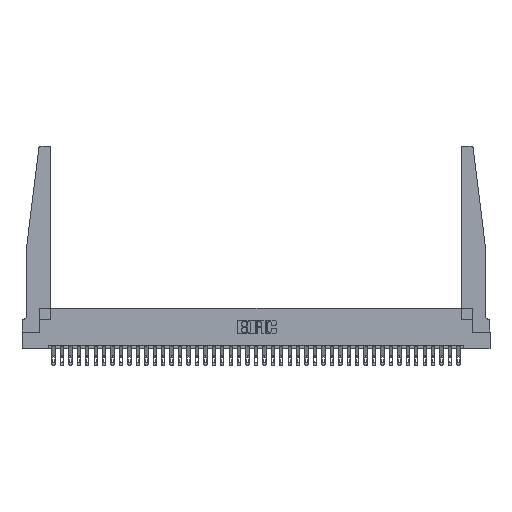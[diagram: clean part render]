
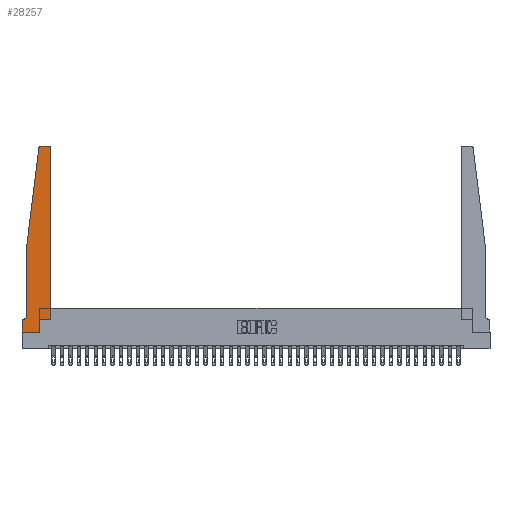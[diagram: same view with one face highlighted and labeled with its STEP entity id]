
A CAD part, top view. The second image highlights one B-rep face of the part: STEP entity #28257.
In plain terms, the highlighted planar face has unit normal (0, 0, 1).
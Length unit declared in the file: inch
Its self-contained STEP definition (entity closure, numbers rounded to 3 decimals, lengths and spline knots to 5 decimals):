
#94 = DIRECTION ( 'NONE',  ( 1., 0., 0. ) ) ;
#183 = CARTESIAN_POINT ( 'NONE',  ( 0.065, 0.1875, 0.37 ) ) ;
#917 = VECTOR ( 'NONE', #3826, 39.37008 ) ;
#1816 = VECTOR ( 'NONE', #18207, 39.37008 ) ;
#2073 = CARTESIAN_POINT ( 'NONE',  ( 0.015, 0.1875, 0.37 ) ) ;
#2163 = EDGE_CURVE ( 'NONE', #18798, #9869, #10173, .T. ) ;
#2925 = PLANE ( 'NONE',  #29793 ) ;
#2984 = EDGE_CURVE ( 'NONE', #3267, #12768, #14886, .T. ) ;
#3013 = VECTOR ( 'NONE', #32838, 39.37008 ) ;
#3060 = EDGE_LOOP ( 'NONE', ( #9419, #11110, #25137, #11882, #18221, #31300, #15018, #32155, #30195, #6735, #15971, #16866 ) ) ;
#3267 = VERTEX_POINT ( 'NONE', #6176 ) ;
#3826 = DIRECTION ( 'NONE',  ( 0., -1., 0. ) ) ;
#4252 = CARTESIAN_POINT ( 'NONE',  ( 0.395, 2.75, 0.37 ) ) ;
#4271 = LINE ( 'NONE', #183, #33107 ) ;
#4625 = EDGE_CURVE ( 'NONE', #28590, #29020, #30510, .T. ) ;
#5194 = CIRCLE ( 'NONE', #17266, 0.05 ) ;
#5739 = VECTOR ( 'NONE', #26474, 39.37008 ) ;
#6176 = CARTESIAN_POINT ( 'NONE',  ( 0., 0.1875, 0.37 ) ) ;
#6735 = ORIENTED_EDGE ( 'NONE', *, *, #20771, .T. ) ;
#9081 = VERTEX_POINT ( 'NONE', #15800 ) ;
#9419 = ORIENTED_EDGE ( 'NONE', *, *, #4625, .T. ) ;
#9559 = EDGE_CURVE ( 'NONE', #9869, #11594, #5194, .T. ) ;
#9869 = VERTEX_POINT ( 'NONE', #18455 ) ;
#10173 = LINE ( 'NONE', #16989, #917 ) ;
#10455 = VERTEX_POINT ( 'NONE', #18460 ) ;
#11110 = ORIENTED_EDGE ( 'NONE', *, *, #30654, .T. ) ;
#11594 = VERTEX_POINT ( 'NONE', #2073 ) ;
#11882 = ORIENTED_EDGE ( 'NONE', *, *, #2163, .T. ) ;
#12230 = CARTESIAN_POINT ( 'NONE',  ( 0.425, 0.18, 0.37 ) ) ;
#12585 = DIRECTION ( 'NONE',  ( 0., 1., 0. ) ) ;
#12768 = VERTEX_POINT ( 'NONE', #22732 ) ;
#12912 = DIRECTION ( 'NONE',  ( 0., 0., 1. ) ) ;
#13643 = VECTOR ( 'NONE', #28521, 39.37008 ) ;
#13803 = LINE ( 'NONE', #12230, #32575 ) ;
#14026 = DIRECTION ( 'NONE',  ( 0., 1., 0. ) ) ;
#14446 = EDGE_CURVE ( 'NONE', #9081, #30442, #31272, .T. ) ;
#14694 = CIRCLE ( 'NONE', #23075, 0.03 ) ;
#14886 = LINE ( 'NONE', #20902, #5739 ) ;
#15018 = ORIENTED_EDGE ( 'NONE', *, *, #2984, .T. ) ;
#15800 = CARTESIAN_POINT ( 'NONE',  ( 0.2605, 0., 0.37 ) ) ;
#15971 = ORIENTED_EDGE ( 'NONE', *, *, #36042, .T. ) ;
#16120 = VERTEX_POINT ( 'NONE', #22325 ) ;
#16866 = ORIENTED_EDGE ( 'NONE', *, *, #33505, .T. ) ;
#16989 = CARTESIAN_POINT ( 'NONE',  ( 0.065, 1.25, 0.37 ) ) ;
#17206 = CIRCLE ( 'NONE', #17759, 0.03 ) ;
#17261 = VECTOR ( 'NONE', #19020, 39.37008 ) ;
#17266 = AXIS2_PLACEMENT_3D ( 'NONE', #34541, #29415, #24463 ) ;
#17759 = AXIS2_PLACEMENT_3D ( 'NONE', #18686, #12912, #27077 ) ;
#17874 = VERTEX_POINT ( 'NONE', #36049 ) ;
#18207 = DIRECTION ( 'NONE',  ( 1., 0., 0. ) ) ;
#18221 = ORIENTED_EDGE ( 'NONE', *, *, #9559, .T. ) ;
#18455 = CARTESIAN_POINT ( 'NONE',  ( 0.065, 0.2375, 0.37 ) ) ;
#18460 = CARTESIAN_POINT ( 'NONE',  ( 0.425, 2.72, 0.37 ) ) ;
#18686 = CARTESIAN_POINT ( 'NONE',  ( 0.395, 2.72, 0.37 ) ) ;
#18798 = VERTEX_POINT ( 'NONE', #25481 ) ;
#18898 = CARTESIAN_POINT ( 'NONE',  ( 0.065, 1.25, 0.37 ) ) ;
#19020 = DIRECTION ( 'NONE',  ( -0.122, -0.992, 0. ) ) ;
#20184 = CARTESIAN_POINT ( 'NONE',  ( 0.425, 0.18, 0.37 ) ) ;
#20516 = CARTESIAN_POINT ( 'NONE',  ( 0., 0., 0.37 ) ) ;
#20771 = EDGE_CURVE ( 'NONE', #30442, #17874, #33300, .T. ) ;
#20902 = CARTESIAN_POINT ( 'NONE',  ( 0., 0., 0.37 ) ) ;
#22325 = CARTESIAN_POINT ( 'NONE',  ( 0.24675, 2.72367, 0.37 ) ) ;
#22662 = DIRECTION ( 'NONE',  ( 0., 0., 1. ) ) ;
#22732 = CARTESIAN_POINT ( 'NONE',  ( 0., 0., 0.37 ) ) ;
#22770 = DIRECTION ( 'NONE',  ( 1., 0., 0. ) ) ;
#23075 = AXIS2_PLACEMENT_3D ( 'NONE', #33877, #22662, #22770 ) ;
#23300 = EDGE_CURVE ( 'NONE', #12768, #9081, #28021, .T. ) ;
#23485 = CARTESIAN_POINT ( 'NONE',  ( 0.27653, 2.75, 0.37 ) ) ;
#24463 = DIRECTION ( 'NONE',  ( -1., 0., 0. ) ) ;
#24781 = DIRECTION ( 'NONE',  ( -1., 0., 0. ) ) ;
#25137 = ORIENTED_EDGE ( 'NONE', *, *, #32189, .T. ) ;
#25481 = CARTESIAN_POINT ( 'NONE',  ( 0.065, 1.25, 0.37 ) ) ;
#25805 = FACE_OUTER_BOUND ( 'NONE', #3060, .T. ) ;
#26474 = DIRECTION ( 'NONE',  ( 0., -1., 0. ) ) ;
#26806 = CARTESIAN_POINT ( 'NONE',  ( 0.2605, 0.18, 0.37 ) ) ;
#27077 = DIRECTION ( 'NONE',  ( 1., 0., 0. ) ) ;
#27828 = CARTESIAN_POINT ( 'NONE',  ( 0.2605, 0.18, 0.37 ) ) ;
#28021 = LINE ( 'NONE', #20516, #13643 ) ;
#28058 = CARTESIAN_POINT ( 'NONE',  ( 0., 0.1875, 0.37 ) ) ;
#28257 = ADVANCED_FACE ( 'NONE', ( #25805 ), #2925, .T. ) ;
#28521 = DIRECTION ( 'NONE',  ( 1., 0., 0. ) ) ;
#28590 = VERTEX_POINT ( 'NONE', #4252 ) ;
#29020 = VERTEX_POINT ( 'NONE', #23485 ) ;
#29127 = CARTESIAN_POINT ( 'NONE',  ( 0.25, 2.75, 0.37 ) ) ;
#29415 = DIRECTION ( 'NONE',  ( 0., 0., -1. ) ) ;
#29719 = VECTOR ( 'NONE', #14026, 39.37008 ) ;
#29793 = AXIS2_PLACEMENT_3D ( 'NONE', #28058, #33687, #94 ) ;
#29935 = EDGE_CURVE ( 'NONE', #11594, #3267, #4271, .T. ) ;
#30195 = ORIENTED_EDGE ( 'NONE', *, *, #14446, .T. ) ;
#30371 = LINE ( 'NONE', #18898, #17261 ) ;
#30442 = VERTEX_POINT ( 'NONE', #26806 ) ;
#30510 = LINE ( 'NONE', #29127, #3013 ) ;
#30654 = EDGE_CURVE ( 'NONE', #29020, #16120, #14694, .T. ) ;
#31272 = LINE ( 'NONE', #27828, #29719 ) ;
#31300 = ORIENTED_EDGE ( 'NONE', *, *, #29935, .T. ) ;
#32155 = ORIENTED_EDGE ( 'NONE', *, *, #23300, .T. ) ;
#32189 = EDGE_CURVE ( 'NONE', #16120, #18798, #30371, .T. ) ;
#32575 = VECTOR ( 'NONE', #12585, 39.37008 ) ;
#32838 = DIRECTION ( 'NONE',  ( -1., 0., 0. ) ) ;
#33107 = VECTOR ( 'NONE', #24781, 39.37008 ) ;
#33300 = LINE ( 'NONE', #20184, #1816 ) ;
#33505 = EDGE_CURVE ( 'NONE', #10455, #28590, #17206, .T. ) ;
#33687 = DIRECTION ( 'NONE',  ( 0., 0., 1. ) ) ;
#33877 = CARTESIAN_POINT ( 'NONE',  ( 0.27653, 2.72, 0.37 ) ) ;
#34541 = CARTESIAN_POINT ( 'NONE',  ( 0.015, 0.2375, 0.37 ) ) ;
#36042 = EDGE_CURVE ( 'NONE', #17874, #10455, #13803, .T. ) ;
#36049 = CARTESIAN_POINT ( 'NONE',  ( 0.425, 0.18, 0.37 ) ) ;
